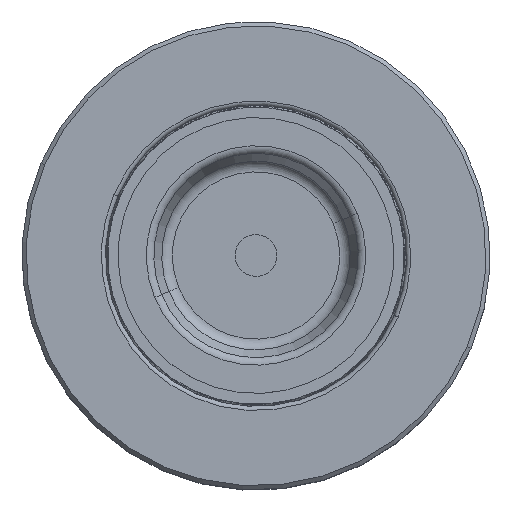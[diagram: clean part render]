
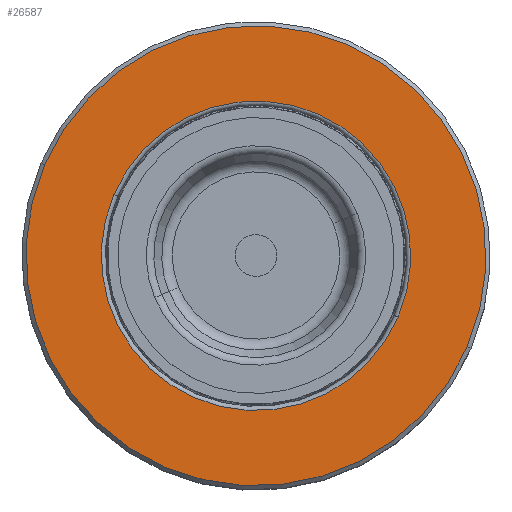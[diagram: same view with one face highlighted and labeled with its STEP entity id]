
A CAD part, top view. The second image highlights one B-rep face of the part: STEP entity #26587.
In plain terms, the highlighted face is planar.
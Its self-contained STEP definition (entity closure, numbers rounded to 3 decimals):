
#1235 = CARTESIAN_POINT ( 'NONE',  ( 0., 18.687, 0. ) ) ;
#1482 = DIRECTION ( 'NONE',  ( 0., -1., 0. ) ) ;
#1880 = DIRECTION ( 'NONE',  ( 0., -1., 0. ) ) ;
#2411 = VERTEX_POINT ( 'NONE', #20837 ) ;
#3408 = DIRECTION ( 'NONE',  ( 0., 1., 0. ) ) ;
#4696 = EDGE_CURVE ( 'NONE', #2411, #42344, #39467, .T. ) ;
#5309 = EDGE_LOOP ( 'NONE', ( #25005, #23408 ) ) ;
#5870 = DIRECTION ( 'NONE',  ( 0., 0., -1. ) ) ;
#8936 = CIRCLE ( 'NONE', #36740, 18.5 ) ;
#9379 = EDGE_LOOP ( 'NONE', ( #28658, #25239 ) ) ;
#10073 = PLANE ( 'NONE',  #39080 ) ;
#11186 = DIRECTION ( 'NONE',  ( 0., 0., 1. ) ) ;
#12495 = DIRECTION ( 'NONE',  ( 0., -1., 0. ) ) ;
#12658 = FACE_OUTER_BOUND ( 'NONE', #5309, .T. ) ;
#14545 = AXIS2_PLACEMENT_3D ( 'NONE', #31083, #12495, #20163 ) ;
#15471 = CARTESIAN_POINT ( 'NONE',  ( 0., 18.687, 0. ) ) ;
#18388 = CIRCLE ( 'NONE', #14545, 18.5 ) ;
#19495 = CARTESIAN_POINT ( 'NONE',  ( 0., 18.687, -27.5 ) ) ;
#20163 = DIRECTION ( 'NONE',  ( 0., 0., -1. ) ) ;
#20837 = CARTESIAN_POINT ( 'NONE',  ( 0., 18.687, 27.5 ) ) ;
#22448 = CARTESIAN_POINT ( 'NONE',  ( 27.5, 18.687, 0. ) ) ;
#23098 = DIRECTION ( 'NONE',  ( 0., 0., -1. ) ) ;
#23408 = ORIENTED_EDGE ( 'NONE', *, *, #4696, .F. ) ;
#23772 = CARTESIAN_POINT ( 'NONE',  ( 0., 18.687, 0. ) ) ;
#24235 = VERTEX_POINT ( 'NONE', #44318 ) ;
#25005 = ORIENTED_EDGE ( 'NONE', *, *, #27802, .F. ) ;
#25227 = AXIS2_PLACEMENT_3D ( 'NONE', #1235, #1880, #45843 ) ;
#25239 = ORIENTED_EDGE ( 'NONE', *, *, #34451, .T. ) ;
#26587 = ADVANCED_FACE ( 'NONE', ( #36597, #12658 ), #10073, .T. ) ;
#27802 = EDGE_CURVE ( 'NONE', #42344, #2411, #34185, .T. ) ;
#28658 = ORIENTED_EDGE ( 'NONE', *, *, #36112, .T. ) ;
#29626 = VERTEX_POINT ( 'NONE', #44132 ) ;
#31083 = CARTESIAN_POINT ( 'NONE',  ( 0., 18.687, 0. ) ) ;
#33785 = AXIS2_PLACEMENT_3D ( 'NONE', #23772, #1482, #5870 ) ;
#34170 = DIRECTION ( 'NONE',  ( 0., -1., 0. ) ) ;
#34185 = CIRCLE ( 'NONE', #33785, 27.5 ) ;
#34451 = EDGE_CURVE ( 'NONE', #29626, #24235, #18388, .T. ) ;
#36112 = EDGE_CURVE ( 'NONE', #24235, #29626, #8936, .T. ) ;
#36597 = FACE_BOUND ( 'NONE', #9379, .T. ) ;
#36740 = AXIS2_PLACEMENT_3D ( 'NONE', #15471, #34170, #23098 ) ;
#39080 = AXIS2_PLACEMENT_3D ( 'NONE', #22448, #3408, #11186 ) ;
#39467 = CIRCLE ( 'NONE', #25227, 27.5 ) ;
#42344 = VERTEX_POINT ( 'NONE', #19495 ) ;
#44132 = CARTESIAN_POINT ( 'NONE',  ( 0., 18.687, 18.5 ) ) ;
#44318 = CARTESIAN_POINT ( 'NONE',  ( 0., 18.687, -18.5 ) ) ;
#45843 = DIRECTION ( 'NONE',  ( 0., 0., -1. ) ) ;
